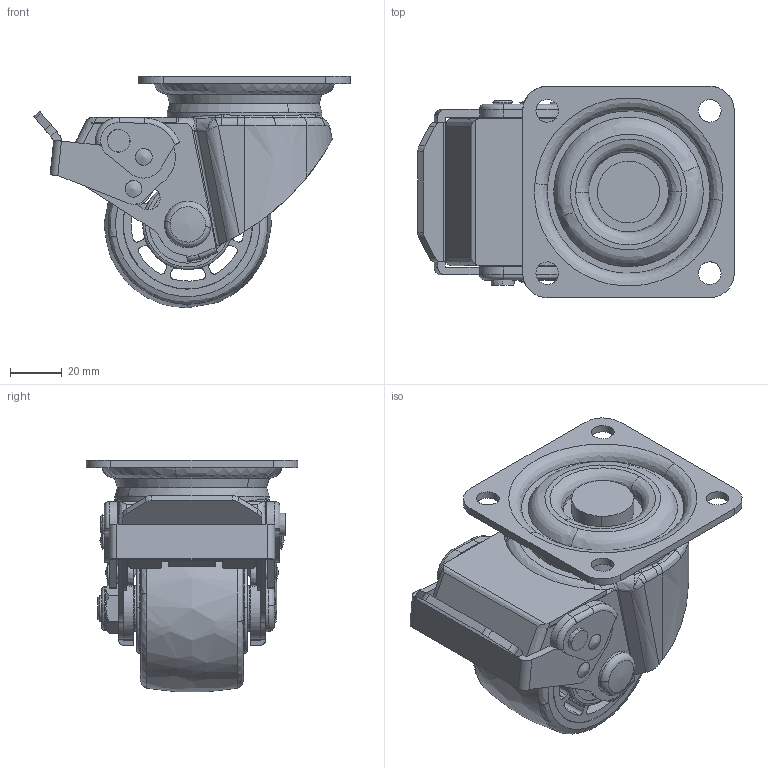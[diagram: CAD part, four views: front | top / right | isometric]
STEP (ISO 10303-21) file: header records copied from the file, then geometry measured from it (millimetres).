
FILE_DESCRIPTION((''),'2;1');
FILE_NAME('','2007-04-02T16:31:27',(''),(''),'','CADfix','');
FILE_SCHEMA(('AUTOMOTIVE_DESIGN { 1 0 10303 214 1 1 1 1 }'));
Length unit declared in the file: millimetre
Bounding box: 122.73 x 82 x 89.83 mm (x, y, z)
Volume: 237223.9 mm3; surface area: 102755.9 mm2
Topology: 10 solids, 10 shells, 586 faces, 2003 edges, 1460 vertices
Faces by surface type: bspline 586
Entity records: 32641 total; most frequent: CARTESIAN_POINT 20898, ORIENTED_EDGE 4002, EDGE_CURVE 2001, VERTEX_POINT 1460, B_SPLINE_CURVE_WITH_KNOTS 1288, QUASI_UNIFORM_CURVE 691, EDGE_LOOP 675, FACE_OUTER_BOUND 586
